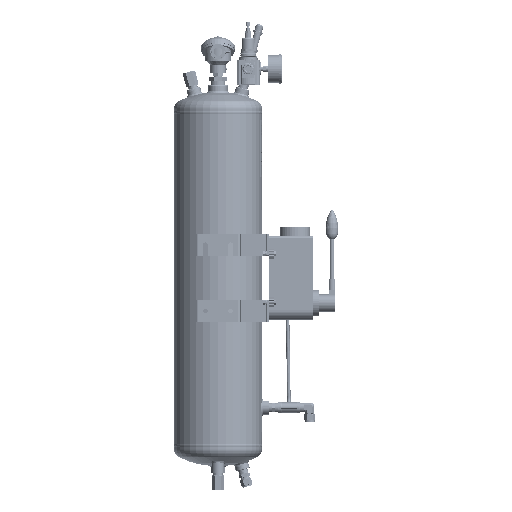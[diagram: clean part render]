
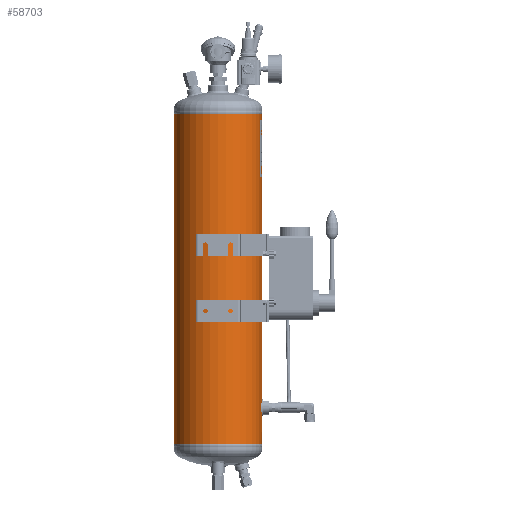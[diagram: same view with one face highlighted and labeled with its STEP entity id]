
A CAD part, left-side view. The second image highlights one B-rep face of the part: STEP entity #58703.
In plain terms, the highlighted cylindrical face has radius 100 mm (diameter 200 mm), a partial arc.
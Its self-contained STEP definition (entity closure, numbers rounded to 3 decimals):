
#3818=B_SPLINE_CURVE_WITH_KNOTS('',3,(#92253,#92254,#92255,#92256,#92257,
#92258,#92259,#92260,#92261,#92262,#92263),.UNSPECIFIED.,.T.,.F.,(1,1,1,
1,1,1,1,1,1,1,1,1,1,1,1),(-0.012,-0.008,-0.004,
0.,0.004,0.008,0.012,0.016,
0.02,0.023,0.027,0.031,
0.035,0.039,0.043),.UNSPECIFIED.);
#3819=B_SPLINE_CURVE_WITH_KNOTS('',3,(#92265,#92266,#92267,#92268,#92269,
#92270,#92271,#92272,#92273,#92274,#92275),.UNSPECIFIED.,.T.,.F.,(1,1,1,
1,1,1,1,1,1,1,1,1,1,1,1),(-0.012,-0.008,-0.004,
0.,0.004,0.008,0.012,0.016,
0.02,0.023,0.027,0.031,
0.035,0.039,0.043),.UNSPECIFIED.);
#3820=B_SPLINE_CURVE_WITH_KNOTS('',3,(#92277,#92278,#92279,#92280,#92281,
#92282,#92283,#92284,#92285,#92286,#92287,#92288,#92289,#92290,#92291,#92292,
#92293,#92294,#92295),.UNSPECIFIED.,.T.,.F.,(1,1,1,1,1,1,1,1,1,1,1,1,1,
1,1,1,1,1,1,1,1,1,1),(-0.018,-0.012,-0.006,
0.,0.006,0.012,0.018,
0.023,0.029,0.035,0.041,
0.047,0.053,0.059,0.065,
0.07,0.076,0.082,0.088,
0.094,0.1,0.106,0.112),
 .UNSPECIFIED.);
#6276=LINE('',#92297,#10134);
#6277=LINE('',#92302,#10135);
#10134=VECTOR('',#76288,1000.);
#10135=VECTOR('',#76291,1000.);
#13997=ORIENTED_EDGE('',*,*,#31523,.T.);
#13998=ORIENTED_EDGE('',*,*,#31524,.T.);
#13999=ORIENTED_EDGE('',*,*,#31525,.T.);
#14000=ORIENTED_EDGE('',*,*,#31526,.T.);
#14001=ORIENTED_EDGE('',*,*,#31527,.T.);
#14002=ORIENTED_EDGE('',*,*,#31528,.F.);
#14003=ORIENTED_EDGE('',*,*,#31529,.F.);
#31523=EDGE_CURVE('',#40286,#40286,#3818,.T.);
#31524=EDGE_CURVE('',#40287,#40287,#3819,.T.);
#31525=EDGE_CURVE('',#40288,#40288,#3820,.T.);
#31526=EDGE_CURVE('',#40289,#40290,#6276,.T.);
#31527=EDGE_CURVE('',#40290,#40291,#46393,.T.);
#31528=EDGE_CURVE('',#40292,#40291,#6277,.T.);
#31529=EDGE_CURVE('',#40289,#40292,#46394,.T.);
#40286=VERTEX_POINT('',#92264);
#40287=VERTEX_POINT('',#92276);
#40288=VERTEX_POINT('',#92296);
#40289=VERTEX_POINT('',#92298);
#40290=VERTEX_POINT('',#92299);
#40291=VERTEX_POINT('',#92301);
#40292=VERTEX_POINT('',#92303);
#46393=CIRCLE('',#70249,100.);
#46394=CIRCLE('',#70250,100.);
#48469=EDGE_LOOP('',(#13997));
#48470=EDGE_LOOP('',(#13998));
#48471=EDGE_LOOP('',(#13999));
#48472=EDGE_LOOP('',(#14000,#14001,#14002,#14003));
#53143=FACE_BOUND('',#48469,.T.);
#53144=FACE_BOUND('',#48470,.T.);
#53145=FACE_BOUND('',#48471,.T.);
#53146=FACE_BOUND('',#48472,.T.);
#57815=CYLINDRICAL_SURFACE('',#70248,100.);
#58703=ADVANCED_FACE('',(#53143,#53144,#53145,#53146),#57815,.T.);
#70248=AXIS2_PLACEMENT_3D('',#92252,#76286,#76287);
#70249=AXIS2_PLACEMENT_3D('',#92300,#76289,#76290);
#70250=AXIS2_PLACEMENT_3D('',#92304,#76292,#76293);
#76286=DIRECTION('',(0.,-1.,0.));
#76287=DIRECTION('',(0.,0.,-1.));
#76288=DIRECTION('',(0.,-1.,0.));
#76289=DIRECTION('',(0.,1.,0.));
#76290=DIRECTION('',(1.,0.,0.));
#76291=DIRECTION('',(0.,-1.,0.));
#76292=DIRECTION('',(0.,1.,0.));
#76293=DIRECTION('',(1.,0.,0.));
#92252=CARTESIAN_POINT('',(0.,750.,0.));
#92253=CARTESIAN_POINT('',(-3.915,48.922,-99.938));
#92254=CARTESIAN_POINT('',(-5.542,44.999,-99.844));
#92255=CARTESIAN_POINT('',(-3.916,41.082,-99.938));
#92256=CARTESIAN_POINT('',(-0.004,39.46,-100.031));
#92257=CARTESIAN_POINT('',(3.917,41.079,-99.938));
#92258=CARTESIAN_POINT('',(5.54,44.999,-99.844));
#92259=CARTESIAN_POINT('',(3.922,48.913,-99.937));
#92260=CARTESIAN_POINT('',(0.006,50.541,-100.031));
#92261=CARTESIAN_POINT('',(-3.915,48.922,-99.938));
#92262=CARTESIAN_POINT('',(-5.542,44.999,-99.844));
#92263=CARTESIAN_POINT('',(-3.916,41.082,-99.938));
#92264=CARTESIAN_POINT('',(-5.,45.,-99.875));
#92265=CARTESIAN_POINT('',(-3.915,158.922,-99.938));
#92266=CARTESIAN_POINT('',(-5.542,154.999,-99.844));
#92267=CARTESIAN_POINT('',(-3.916,151.082,-99.938));
#92268=CARTESIAN_POINT('',(-0.004,149.46,-100.031));
#92269=CARTESIAN_POINT('',(3.917,151.079,-99.938));
#92270=CARTESIAN_POINT('',(5.54,154.999,-99.844));
#92271=CARTESIAN_POINT('',(3.922,158.913,-99.937));
#92272=CARTESIAN_POINT('',(0.006,160.541,-100.031));
#92273=CARTESIAN_POINT('',(-3.915,158.922,-99.938));
#92274=CARTESIAN_POINT('',(-5.542,154.999,-99.844));
#92275=CARTESIAN_POINT('',(-3.916,151.082,-99.938));
#92276=CARTESIAN_POINT('',(-5.,155.,-99.875));
#92277=CARTESIAN_POINT('',(-98.994,672.42,14.208));
#92278=CARTESIAN_POINT('',(-98.806,666.495,15.395));
#92279=CARTESIAN_POINT('',(-98.993,660.6,14.214));
#92280=CARTESIAN_POINT('',(-99.436,655.617,10.88));
#92281=CARTESIAN_POINT('',(-99.878,652.286,5.9));
#92282=CARTESIAN_POINT('',(-100.061,651.109,0.009));
#92283=CARTESIAN_POINT('',(-99.879,652.279,-5.887));
#92284=CARTESIAN_POINT('',(-99.437,655.615,-10.879));
#92285=CARTESIAN_POINT('',(-98.992,660.601,-14.215));
#92286=CARTESIAN_POINT('',(-98.807,666.494,-15.391));
#92287=CARTESIAN_POINT('',(-98.992,672.387,-14.219));
#92288=CARTESIAN_POINT('',(-99.435,677.371,-10.892));
#92289=CARTESIAN_POINT('',(-99.877,680.709,-5.914));
#92290=CARTESIAN_POINT('',(-100.061,681.893,-0.013));
#92291=CARTESIAN_POINT('',(-99.878,680.72,5.889));
#92292=CARTESIAN_POINT('',(-99.437,677.387,10.874));
#92293=CARTESIAN_POINT('',(-98.994,672.42,14.208));
#92294=CARTESIAN_POINT('',(-98.806,666.495,15.395));
#92295=CARTESIAN_POINT('',(-98.993,660.6,14.214));
#92296=CARTESIAN_POINT('',(-98.869,666.5,15.));
#92297=CARTESIAN_POINT('',(0.254,801.561,100.));
#92298=CARTESIAN_POINT('',(0.254,750.,100.));
#92299=CARTESIAN_POINT('',(0.254,0.,100.));
#92300=CARTESIAN_POINT('',(0.,0.,0.));
#92301=CARTESIAN_POINT('',(-0.254,0.,100.));
#92302=CARTESIAN_POINT('',(-0.254,801.561,100.));
#92303=CARTESIAN_POINT('',(-0.254,750.,100.));
#92304=CARTESIAN_POINT('',(0.,750.,0.));
